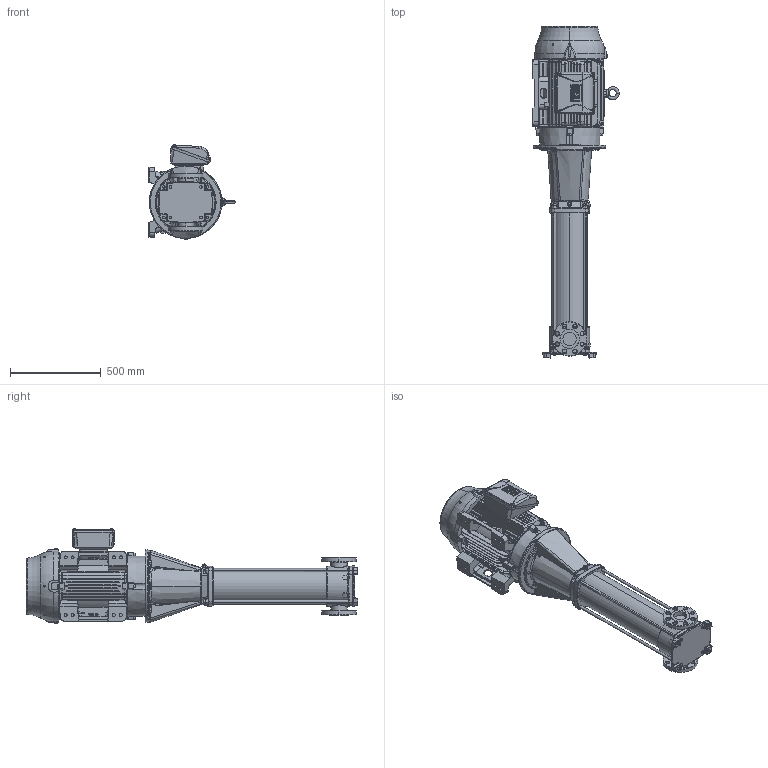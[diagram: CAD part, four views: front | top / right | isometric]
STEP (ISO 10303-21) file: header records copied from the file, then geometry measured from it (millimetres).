
FILE_DESCRIPTION (( 'STEP AP203' ), '1' );
FILE_NAME ('3350108 - MVI-160-9_2-40 HP-324TSC-304-E-575~3.step', '2022-03-31T14:45:53', ( '' ), ( '' ), 'SwSTEP 2.0', 'SolidWorks 2021', '' );
FILE_SCHEMA (( 'CONFIG_CONTROL_DESIGN' ));
Length unit declared in the file: inch
Products named in the file (5): TEFC MOTOR_2700109 -NEMA V2 40 HP 324_6TSC 575~3 TEFC W; 2700109 - NEMA V2 40 HP 324_6TSC 575~3 TEFC W; 3304108 - MVI-160-9_2-40 HP-324TSC-304-E-S; 3350108 - MVI-160-9_2-40 HP-324TSC-304-E-575~3; MVI PEO - [304-EPDM]_3304108 - MVI-160-9_2-40 HP-324TSC-304-E-S
Assembly tree (4 placements, depth 3):
  3350108 - MVI-160-9_2-40 HP-324TSC-304-E-575~3
    MVI PEO - [304-EPDM]_3304108 - MVI-160-9_2-40 HP-324TSC-304-E-S
      3304108 - MVI-160-9_2-40 HP-324TSC-304-E-S
    TEFC MOTOR_2700109 -NEMA V2 40 HP 324_6TSC 575~3 TEFC W
      2700109 - NEMA V2 40 HP 324_6TSC 575~3 TEFC W
Bounding box: 476.2 x 1831.41 x 525.98 mm (x, y, z)
Volume: 116914916.8 mm3; surface area: 4396255 mm2
Topology: 18 solids, 27 shells, 3631 faces, 9804 edges, 6315 vertices
Faces by surface type: cylinder 1516, plane 1007, bspline 562, torus 272, cone 238, sphere 36
Entity records: 158199 total; most frequent: CARTESIAN_POINT 71358, ORIENTED_EDGE 19498, DIRECTION 16491, EDGE_CURVE 9749, AXIS2_PLACEMENT_3D 6613, VERTEX_POINT 6312, EDGE_LOOP 3975, FACE_OUTER_BOUND 3629
